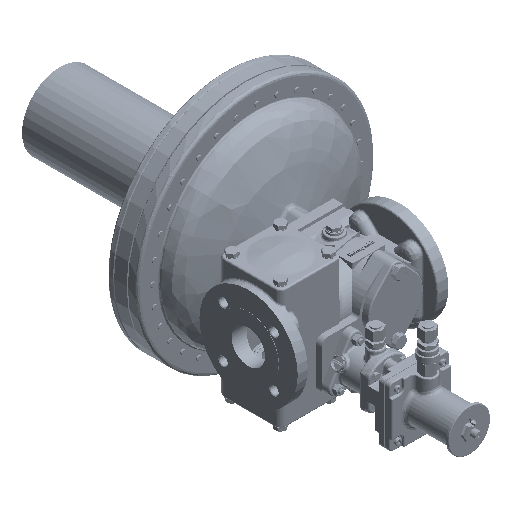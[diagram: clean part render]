
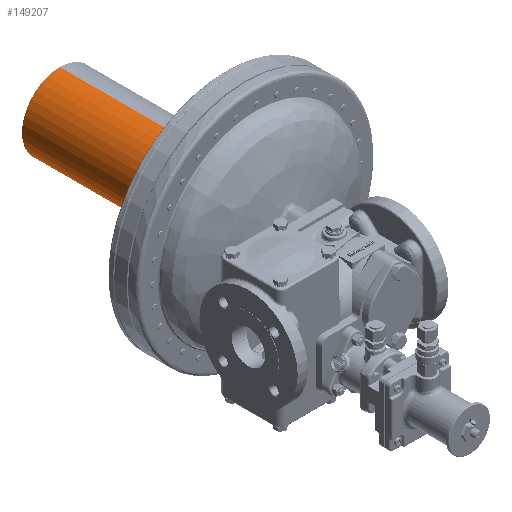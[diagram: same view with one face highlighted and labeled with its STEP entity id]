
A CAD part, isometric view. The second image highlights one B-rep face of the part: STEP entity #149207.
In plain terms, the highlighted cylindrical face has radius 63.5 mm (diameter 127 mm), a partial arc.
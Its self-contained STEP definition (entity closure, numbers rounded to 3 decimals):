
#5566 = DIRECTION ( 'NONE',  ( 0., 0., -1. ) ) ;
#8771 = VERTEX_POINT ( 'NONE', #139517 ) ;
#8827 = AXIS2_PLACEMENT_3D ( 'NONE', #200699, #95373, #218360 ) ;
#9765 = VECTOR ( 'NONE', #111476, 1000. ) ;
#19713 = DIRECTION ( 'NONE',  ( 0., 0., -1. ) ) ;
#21523 = CARTESIAN_POINT ( 'NONE',  ( 121., 491.3, -63.5 ) ) ;
#29702 = FACE_OUTER_BOUND ( 'NONE', #49057, .T. ) ;
#42955 = EDGE_CURVE ( 'NONE', #183059, #8771, #48660, .T. ) ;
#48660 = LINE ( 'NONE', #21523, #136681 ) ;
#49057 = EDGE_LOOP ( 'NONE', ( #125851, #106121, #210754, #215908 ) ) ;
#66458 = EDGE_CURVE ( 'NONE', #169412, #184879, #150246, .T. ) ;
#75614 = CARTESIAN_POINT ( 'NONE',  ( 121., 286.3, 63.5 ) ) ;
#90513 = AXIS2_PLACEMENT_3D ( 'NONE', #125147, #195043, #19713 ) ;
#94044 = CIRCLE ( 'NONE', #8827, 63.5 ) ;
#95373 = DIRECTION ( 'NONE',  ( 0., -1., 0. ) ) ;
#106121 = ORIENTED_EDGE ( 'NONE', *, *, #145183, .T. ) ;
#109514 = CARTESIAN_POINT ( 'NONE',  ( 121., 491.3, -63.5 ) ) ;
#111038 = DIRECTION ( 'NONE',  ( 0., 1., 0. ) ) ;
#111476 = DIRECTION ( 'NONE',  ( 0., -1., 0. ) ) ;
#112262 = CYLINDRICAL_SURFACE ( 'NONE', #90513, 63.5 ) ;
#115984 = CIRCLE ( 'NONE', #118635, 63.5 ) ;
#118635 = AXIS2_PLACEMENT_3D ( 'NONE', #216271, #111038, #5566 ) ;
#125147 = CARTESIAN_POINT ( 'NONE',  ( 121., 491.3, 0. ) ) ;
#125851 = ORIENTED_EDGE ( 'NONE', *, *, #66458, .F. ) ;
#136681 = VECTOR ( 'NONE', #144621, 1000. ) ;
#139517 = CARTESIAN_POINT ( 'NONE',  ( 121., 286.3, -63.5 ) ) ;
#144621 = DIRECTION ( 'NONE',  ( 0., -1., 0. ) ) ;
#145183 = EDGE_CURVE ( 'NONE', #169412, #183059, #94044, .T. ) ;
#149207 = ADVANCED_FACE ( 'NONE', ( #29702 ), #112262, .T. ) ;
#150246 = LINE ( 'NONE', #215957, #9765 ) ;
#169412 = VERTEX_POINT ( 'NONE', #175557 ) ;
#175557 = CARTESIAN_POINT ( 'NONE',  ( 121., 491.3, 63.5 ) ) ;
#183059 = VERTEX_POINT ( 'NONE', #109514 ) ;
#184874 = EDGE_CURVE ( 'NONE', #8771, #184879, #115984, .T. ) ;
#184879 = VERTEX_POINT ( 'NONE', #75614 ) ;
#195043 = DIRECTION ( 'NONE',  ( 0., -1., 0. ) ) ;
#200699 = CARTESIAN_POINT ( 'NONE',  ( 121., 491.3, 0. ) ) ;
#210754 = ORIENTED_EDGE ( 'NONE', *, *, #42955, .T. ) ;
#215908 = ORIENTED_EDGE ( 'NONE', *, *, #184874, .T. ) ;
#215957 = CARTESIAN_POINT ( 'NONE',  ( 121., 491.3, 63.5 ) ) ;
#216271 = CARTESIAN_POINT ( 'NONE',  ( 121., 286.3, 0. ) ) ;
#218360 = DIRECTION ( 'NONE',  ( 0., 0., -1. ) ) ;
